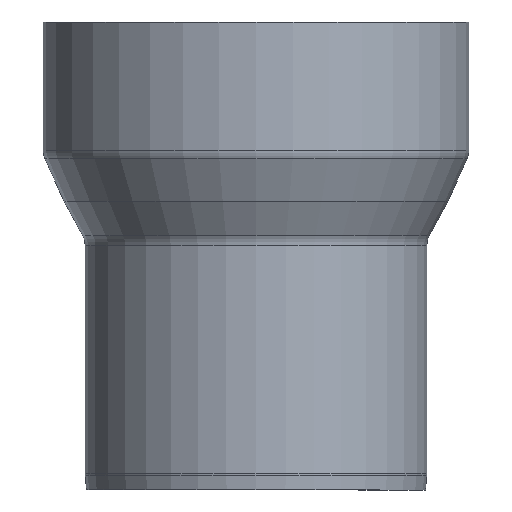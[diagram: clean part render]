
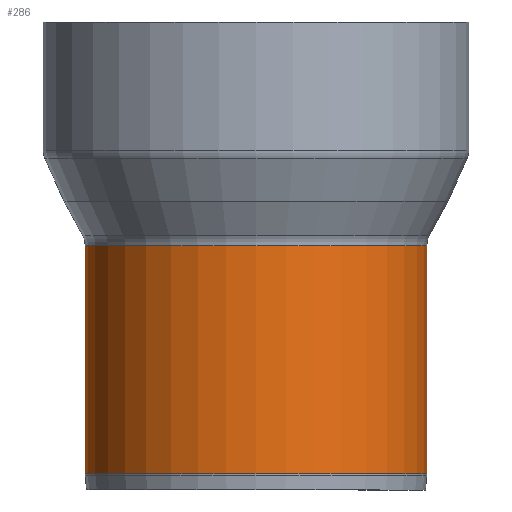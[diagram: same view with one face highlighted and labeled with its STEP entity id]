
A CAD part, front view. The second image highlights one B-rep face of the part: STEP entity #286.
In plain terms, the highlighted cylindrical face has radius 1095 mm (diameter 2190 mm), a full revolution.
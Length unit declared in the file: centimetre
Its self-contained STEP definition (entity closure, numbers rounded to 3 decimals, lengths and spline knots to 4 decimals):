
#44=LINE('',#519,#54);
#54=VECTOR('',#430,109.5);
#60=CYLINDRICAL_SURFACE('',#333,109.5);
#75=FACE_OUTER_BOUND('',#97,.T.);
#97=EDGE_LOOP('',(#249,#250,#251,#252,#253,#254));
#120=CIRCLE('',#324,109.5);
#122=CIRCLE('',#326,109.5);
#126=CIRCLE('',#331,109.5);
#127=CIRCLE('',#332,109.5);
#147=VERTEX_POINT('',#503);
#148=VERTEX_POINT('',#504);
#151=VERTEX_POINT('',#513);
#152=VERTEX_POINT('',#515);
#179=EDGE_CURVE('',#147,#148,#120,.T.);
#181=EDGE_CURVE('',#148,#147,#122,.T.);
#185=EDGE_CURVE('',#151,#152,#126,.T.);
#186=EDGE_CURVE('',#152,#151,#127,.T.);
#187=EDGE_CURVE('',#152,#147,#44,.T.);
#249=ORIENTED_EDGE('',*,*,#186,.F.);
#250=ORIENTED_EDGE('',*,*,#187,.T.);
#251=ORIENTED_EDGE('',*,*,#181,.F.);
#252=ORIENTED_EDGE('',*,*,#179,.F.);
#253=ORIENTED_EDGE('',*,*,#187,.F.);
#254=ORIENTED_EDGE('',*,*,#185,.F.);
#286=ADVANCED_FACE('',(#75),#60,.T.);
#324=AXIS2_PLACEMENT_3D('',#505,#410,#411);
#326=AXIS2_PLACEMENT_3D('',#507,#414,#415);
#331=AXIS2_PLACEMENT_3D('',#516,#424,#425);
#332=AXIS2_PLACEMENT_3D('',#517,#426,#427);
#333=AXIS2_PLACEMENT_3D('',#518,#428,#429);
#410=DIRECTION('center_axis',(0.,0.,
1.));
#411=DIRECTION('ref_axis',(1.,0.,0.));
#414=DIRECTION('center_axis',(0.,0.,
1.));
#415=DIRECTION('ref_axis',(1.,0.,0.));
#424=DIRECTION('center_axis',(0.,0.,
-1.));
#425=DIRECTION('ref_axis',(-1.,0.,0.));
#426=DIRECTION('center_axis',(0.,0.,
-1.));
#427=DIRECTION('ref_axis',(-1.,0.,0.));
#428=DIRECTION('center_axis',(0.,0.,
-1.));
#429=DIRECTION('ref_axis',(1.,0.,0.));
#430=DIRECTION('',(0.,0.,1.));
#503=CARTESIAN_POINT('',(-109.5,0.,156.689));
#504=CARTESIAN_POINT('',(0.,109.5,156.689));
#505=CARTESIAN_POINT('Origin',(0.,0.,
156.689));
#507=CARTESIAN_POINT('Origin',(0.,0.,
156.689));
#513=CARTESIAN_POINT('',(0.,-109.5,10.4453));
#515=CARTESIAN_POINT('',(-109.5,0.,10.4453));
#516=CARTESIAN_POINT('Origin',(0.,0.,
10.4453));
#517=CARTESIAN_POINT('Origin',(0.,0.,
10.4453));
#518=CARTESIAN_POINT('Origin',(0.,0.,
83.5132));
#519=CARTESIAN_POINT('',(-109.5,0.,83.5132));
